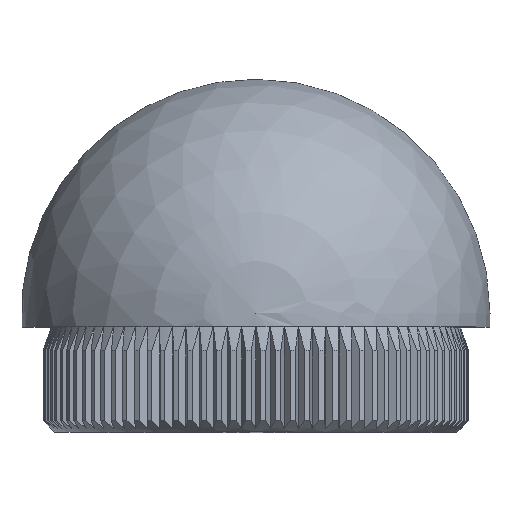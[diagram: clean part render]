
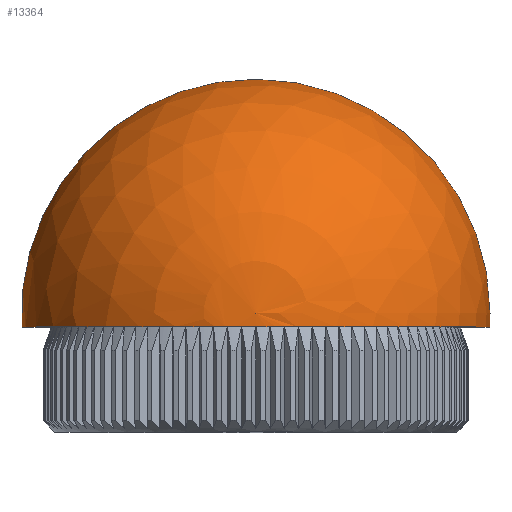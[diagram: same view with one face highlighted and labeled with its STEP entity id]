
A CAD part, top view. The second image highlights one B-rep face of the part: STEP entity #13364.
In plain terms, the highlighted spherical face has radius 20.034 mm.
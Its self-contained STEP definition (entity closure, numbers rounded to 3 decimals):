
#2564 = EDGE_CURVE ( 'NONE', #3309, #2900, #5460, .T. ) ;
#2900 = VERTEX_POINT ( 'NONE', #8963 ) ;
#3309 = VERTEX_POINT ( 'NONE', #4722 ) ;
#3641 = EDGE_CURVE ( 'NONE', #2900, #16369, #6555, .T. ) ;
#3961 = DIRECTION ( 'NONE',  ( 1., 0., 0. ) ) ;
#4115 = DIRECTION ( 'NONE',  ( 0., -1., 0. ) ) ;
#4722 = CARTESIAN_POINT ( 'NONE',  ( 0., 30.2, 0. ) ) ;
#4738 = DIRECTION ( 'NONE',  ( 1., 0., 0. ) ) ;
#5159 = AXIS2_PLACEMENT_3D ( 'NONE', #11293, #4115, #3961 ) ;
#5460 = CIRCLE ( 'NONE', #19602, 20.034 ) ;
#6555 = CIRCLE ( 'NONE', #5159, 20. ) ;
#7667 = DIRECTION ( 'NONE',  ( 1., 0., 0. ) ) ;
#8490 = FACE_OUTER_BOUND ( 'NONE', #19051, .T. ) ;
#8963 = CARTESIAN_POINT ( 'NONE',  ( 20., 9., 0. ) ) ;
#9804 = ORIENTED_EDGE ( 'NONE', *, *, #3641, .F. ) ;
#11293 = CARTESIAN_POINT ( 'NONE',  ( 0., 9., 0. ) ) ;
#11694 = DIRECTION ( 'NONE',  ( 0., 0., -1. ) ) ;
#11696 = CARTESIAN_POINT ( 'NONE',  ( -20., 9., 0. ) ) ;
#11767 = CARTESIAN_POINT ( 'NONE',  ( 0., 10.166, 0. ) ) ;
#11910 = CARTESIAN_POINT ( 'NONE',  ( 0., 10.166, 0. ) ) ;
#12608 = AXIS2_PLACEMENT_3D ( 'NONE', #16746, #13281, #7667 ) ;
#13281 = DIRECTION ( 'NONE',  ( 0., 0., 1. ) ) ;
#13364 = ADVANCED_FACE ( 'NONE', ( #8490 ), #21353, .T. ) ;
#13388 = DIRECTION ( 'NONE',  ( -1., 0., 0. ) ) ;
#14788 = AXIS2_PLACEMENT_3D ( 'NONE', #11910, #17061, #4738 ) ;
#16369 = VERTEX_POINT ( 'NONE', #11696 ) ;
#16658 = EDGE_CURVE ( 'NONE', #3309, #16369, #18241, .T. ) ;
#16746 = CARTESIAN_POINT ( 'NONE',  ( 0., 10.166, 0. ) ) ;
#17061 = DIRECTION ( 'NONE',  ( 0., 0., 1. ) ) ;
#17850 = ORIENTED_EDGE ( 'NONE', *, *, #2564, .F. ) ;
#18241 = CIRCLE ( 'NONE', #12608, 20.034 ) ;
#19051 = EDGE_LOOP ( 'NONE', ( #17850, #20223, #9804 ) ) ;
#19602 = AXIS2_PLACEMENT_3D ( 'NONE', #11767, #11694, #13388 ) ;
#20223 = ORIENTED_EDGE ( 'NONE', *, *, #16658, .T. ) ;
#21353 = SPHERICAL_SURFACE ( 'NONE', #14788, 20.034 ) ;
